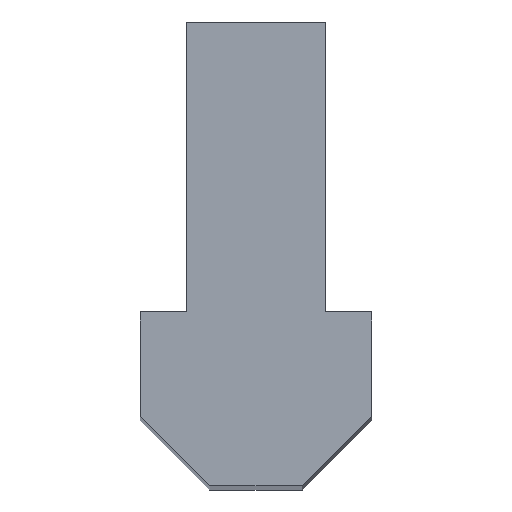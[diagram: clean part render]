
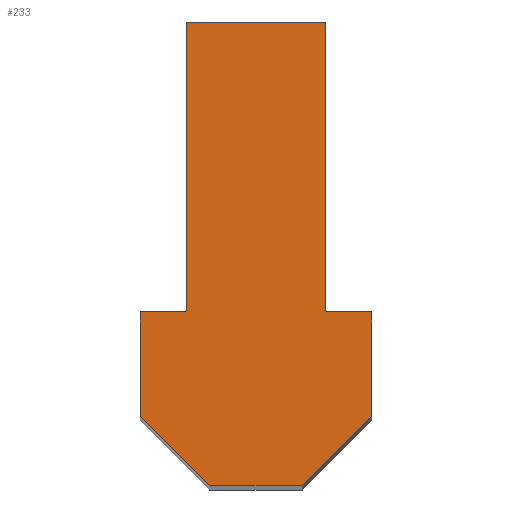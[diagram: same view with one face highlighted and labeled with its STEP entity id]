
A CAD part, top view. The second image highlights one B-rep face of the part: STEP entity #233.
In plain terms, the highlighted planar face has unit normal (0, 0, 1).
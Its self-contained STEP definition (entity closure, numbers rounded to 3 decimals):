
#27=FACE_OUTER_BOUND($,#39,.T.);
#39=EDGE_LOOP($,(#191,#192,#193,#194,#195,#196,#197,#198,#199,#200));
#41=LINE($,#316,#71);
#45=LINE($,#324,#75);
#48=LINE($,#330,#78);
#51=LINE($,#336,#81);
#54=LINE($,#342,#84);
#57=LINE($,#348,#87);
#60=LINE($,#354,#90);
#63=LINE($,#360,#93);
#66=LINE($,#366,#96);
#69=LINE($,#371,#99);
#71=VECTOR($,#256,4.);
#75=VECTOR($,#262,4.243);
#78=VECTOR($,#267,4.5);
#81=VECTOR($,#272,2.);
#84=VECTOR($,#277,12.5);
#87=VECTOR($,#282,6.);
#90=VECTOR($,#287,12.5);
#93=VECTOR($,#292,2.);
#96=VECTOR($,#297,4.5);
#99=VECTOR($,#302,4.243);
#101=VERTEX_POINT($,#314);
#102=VERTEX_POINT($,#315);
#105=VERTEX_POINT($,#323);
#107=VERTEX_POINT($,#329);
#109=VERTEX_POINT($,#335);
#111=VERTEX_POINT($,#341);
#113=VERTEX_POINT($,#347);
#115=VERTEX_POINT($,#353);
#117=VERTEX_POINT($,#359);
#119=VERTEX_POINT($,#365);
#121=EDGE_CURVE($,#101,#102,#41,.T.);
#125=EDGE_CURVE($,#102,#105,#45,.T.);
#128=EDGE_CURVE($,#105,#107,#48,.T.);
#131=EDGE_CURVE($,#107,#109,#51,.T.);
#134=EDGE_CURVE($,#109,#111,#54,.T.);
#137=EDGE_CURVE($,#111,#113,#57,.T.);
#140=EDGE_CURVE($,#113,#115,#60,.T.);
#143=EDGE_CURVE($,#115,#117,#63,.T.);
#146=EDGE_CURVE($,#117,#119,#66,.T.);
#149=EDGE_CURVE($,#119,#101,#69,.T.);
#191=ORIENTED_EDGE($,*,*,#137,.F.);
#192=ORIENTED_EDGE($,*,*,#134,.F.);
#193=ORIENTED_EDGE($,*,*,#131,.F.);
#194=ORIENTED_EDGE($,*,*,#128,.F.);
#195=ORIENTED_EDGE($,*,*,#125,.F.);
#196=ORIENTED_EDGE($,*,*,#121,.F.);
#197=ORIENTED_EDGE($,*,*,#149,.F.);
#198=ORIENTED_EDGE($,*,*,#146,.F.);
#199=ORIENTED_EDGE($,*,*,#143,.F.);
#200=ORIENTED_EDGE($,*,*,#140,.F.);
#221=PLANE($,#248);
#233=ADVANCED_FACE($,(#27),#221,.T.);
#248=AXIS2_PLACEMENT_3D($,#373,#304,#305);
#256=DIRECTION($,(-1.,0.,0.));
#262=DIRECTION($,(-0.707,0.707,0.));
#267=DIRECTION($,(0.,1.,0.));
#272=DIRECTION($,(1.,0.,0.));
#277=DIRECTION($,(0.,1.,0.));
#282=DIRECTION($,(1.,0.,0.));
#287=DIRECTION($,(0.,-1.,0.));
#292=DIRECTION($,(1.,0.,0.));
#297=DIRECTION($,(0.,-1.,0.));
#302=DIRECTION($,(-0.707,-0.707,0.));
#304=DIRECTION('center_axis',(0.,0.,1.));
#305=DIRECTION('ref_axis',(1.,0.,0.));
#314=CARTESIAN_POINT('',(2.,-10.,100.));
#315=CARTESIAN_POINT('',(-2.,-10.,100.));
#316=CARTESIAN_POINT($,(1.,-10.,100.));
#323=CARTESIAN_POINT('',(-5.,-7.,100.));
#324=CARTESIAN_POINT($,(-4.,-8.,100.));
#329=CARTESIAN_POINT('',(-5.,-2.5,100.));
#330=CARTESIAN_POINT($,(-5.,-3.5,100.));
#335=CARTESIAN_POINT('',(-3.,-2.5,100.));
#336=CARTESIAN_POINT($,(-2.5,-2.5,100.));
#341=CARTESIAN_POINT('',(-3.,10.,100.));
#342=CARTESIAN_POINT($,(-3.,-1.25,100.));
#347=CARTESIAN_POINT('',(3.,10.,100.));
#348=CARTESIAN_POINT($,(-1.5,10.,100.));
#353=CARTESIAN_POINT('',(3.,-2.5,100.));
#354=CARTESIAN_POINT($,(3.,5.,100.));
#359=CARTESIAN_POINT('',(5.,-2.5,100.));
#360=CARTESIAN_POINT($,(1.5,-2.5,100.));
#365=CARTESIAN_POINT('',(5.,-7.,100.));
#366=CARTESIAN_POINT($,(5.,-1.25,100.));
#371=CARTESIAN_POINT($,(5.5,-6.5,100.));
#373=CARTESIAN_POINT('Origin',(0.,0.,100.));
